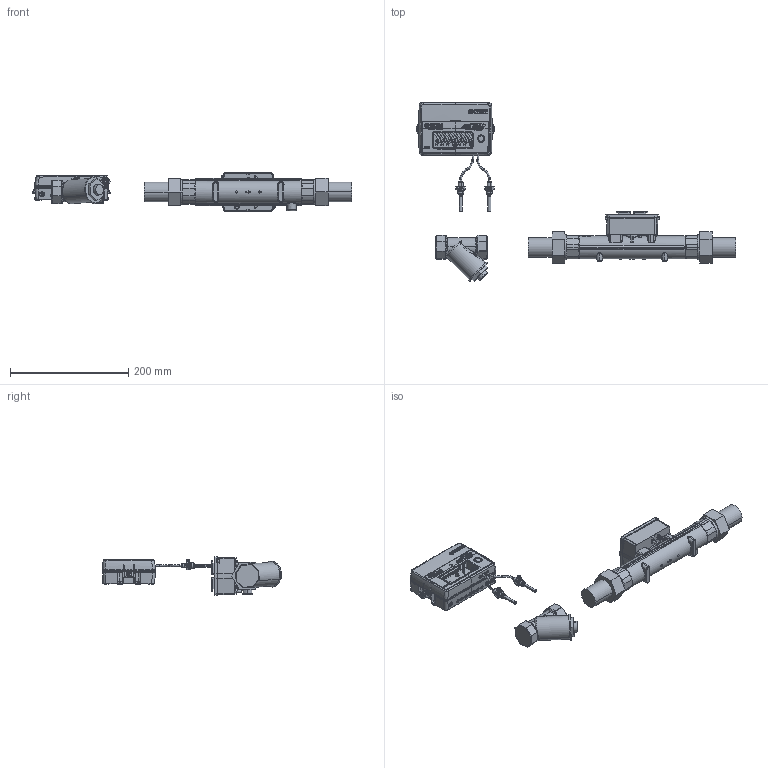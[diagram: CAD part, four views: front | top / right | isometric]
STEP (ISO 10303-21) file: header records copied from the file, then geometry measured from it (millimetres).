
FILE_DESCRIPTION(('CATIA V5 STEP Exchange','CAx-IF Rec.Pracs.--- Model Styling and Organization---1.5--- 2016-08-15','CAx-IF Rec.Pracs.---Supplemental Geometry---1.0---2011-11-01','CAx-IF Rec.Pracs.--- Composite Materials ---3.4---2017-06-13','CAx-IF Rec.Pracs.---Tessellated 3D Geometry---1.0---2015-12-17'),'2;1');
FILE_NAME('STEP_750706_-_TST.stp','2023-07-05T08:26:43+00:00',('none'),('none'),'CATIA Version 5-6 Release 2020 SP5','CATIA V5 STEP AP242 v2','none');
FILE_SCHEMA(('AP242_MANAGED_MODEL_BASED_3D_ENGINEERING_MIM_LF {1 0 10303 442 1 1 4}'));
Products named in the file (1): 750706 - TST
Bounding box: 539.46 x 302.07 x 65.5 mm (x, y, z)
Volume: 919637.4 mm3; surface area: 205234.6 mm2
Topology: 20 solids, 75 shells, 7573 faces, 19519 edges, 12007 vertices
Faces by surface type: bspline 1812, plane 1743, cylinder 1696, torus 1002, cone 567, extrusion 534, sphere 207, revolution 12
Entity records: 336541 total; most frequent: CARTESIAN_POINT 181929, ORIENTED_EDGE 37905, DIRECTION 20126, EDGE_CURVE 19272, VERTEX_POINT 12007, AXIS2_PLACEMENT_3D 8939, B_SPLINE_CURVE_WITH_KNOTS 8903, EDGE_LOOP 7892
